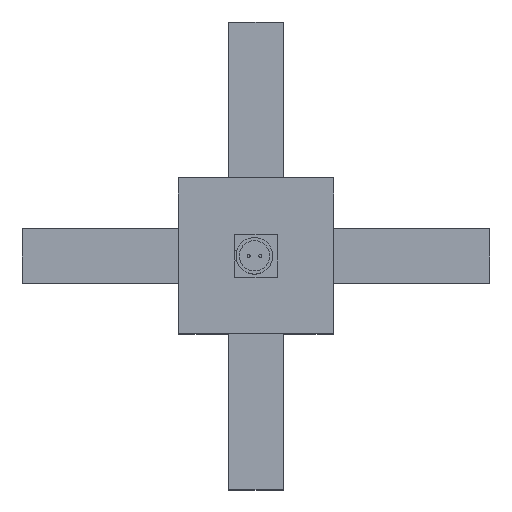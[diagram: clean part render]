
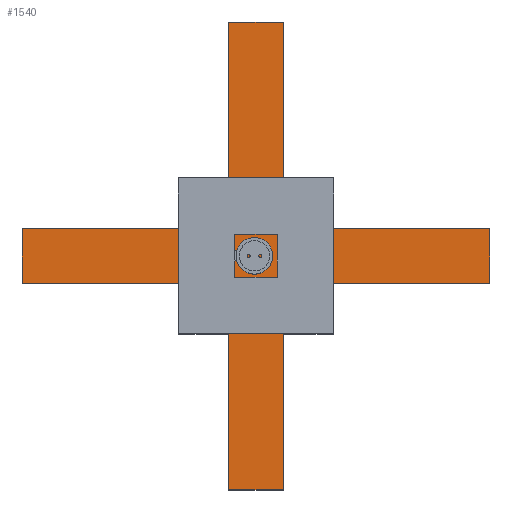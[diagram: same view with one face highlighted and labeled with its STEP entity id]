
A CAD part, top view. The second image highlights one B-rep face of the part: STEP entity #1540.
In plain terms, the highlighted planar face has unit normal (0, 0, 1).
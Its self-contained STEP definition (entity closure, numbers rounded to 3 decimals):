
#145=PLANE('',#1705);
#229=FACE_OUTER_BOUND('',#330,.T.);
#330=EDGE_LOOP('',(#1435,#1436,#1437,#1438,#1439,#1440,#1441,#1442,#1443,
#1444,#1445,#1446));
#473=LINE('',#2476,#651);
#477=LINE('',#2484,#655);
#480=LINE('',#2490,#658);
#483=LINE('',#2496,#661);
#486=LINE('',#2502,#664);
#489=LINE('',#2508,#667);
#492=LINE('',#2514,#670);
#495=LINE('',#2520,#673);
#498=LINE('',#2526,#676);
#501=LINE('',#2532,#679);
#504=LINE('',#2538,#682);
#507=LINE('',#2543,#685);
#651=VECTOR('',#2051,10.);
#655=VECTOR('',#2057,10.);
#658=VECTOR('',#2062,10.);
#661=VECTOR('',#2067,10.);
#664=VECTOR('',#2072,10.);
#667=VECTOR('',#2077,10.);
#670=VECTOR('',#2082,10.);
#673=VECTOR('',#2087,10.);
#676=VECTOR('',#2092,10.);
#679=VECTOR('',#2097,10.);
#682=VECTOR('',#2102,10.);
#685=VECTOR('',#2107,10.);
#820=VERTEX_POINT('',#2474);
#821=VERTEX_POINT('',#2475);
#824=VERTEX_POINT('',#2483);
#826=VERTEX_POINT('',#2489);
#828=VERTEX_POINT('',#2495);
#830=VERTEX_POINT('',#2501);
#832=VERTEX_POINT('',#2507);
#834=VERTEX_POINT('',#2513);
#836=VERTEX_POINT('',#2519);
#838=VERTEX_POINT('',#2525);
#840=VERTEX_POINT('',#2531);
#842=VERTEX_POINT('',#2537);
#1009=EDGE_CURVE('',#820,#821,#473,.T.);
#1013=EDGE_CURVE('',#821,#824,#477,.T.);
#1016=EDGE_CURVE('',#824,#826,#480,.T.);
#1019=EDGE_CURVE('',#826,#828,#483,.T.);
#1022=EDGE_CURVE('',#828,#830,#486,.T.);
#1025=EDGE_CURVE('',#830,#832,#489,.T.);
#1028=EDGE_CURVE('',#834,#832,#492,.T.);
#1031=EDGE_CURVE('',#836,#834,#495,.T.);
#1034=EDGE_CURVE('',#838,#836,#498,.T.);
#1037=EDGE_CURVE('',#840,#838,#501,.T.);
#1040=EDGE_CURVE('',#842,#840,#504,.T.);
#1043=EDGE_CURVE('',#820,#842,#507,.T.);
#1435=ORIENTED_EDGE('',*,*,#1043,.F.);
#1436=ORIENTED_EDGE('',*,*,#1009,.T.);
#1437=ORIENTED_EDGE('',*,*,#1013,.T.);
#1438=ORIENTED_EDGE('',*,*,#1016,.T.);
#1439=ORIENTED_EDGE('',*,*,#1019,.T.);
#1440=ORIENTED_EDGE('',*,*,#1022,.T.);
#1441=ORIENTED_EDGE('',*,*,#1025,.T.);
#1442=ORIENTED_EDGE('',*,*,#1028,.F.);
#1443=ORIENTED_EDGE('',*,*,#1031,.F.);
#1444=ORIENTED_EDGE('',*,*,#1034,.F.);
#1445=ORIENTED_EDGE('',*,*,#1037,.F.);
#1446=ORIENTED_EDGE('',*,*,#1040,.F.);
#1540=ADVANCED_FACE('',(#229),#145,.F.);
#1705=AXIS2_PLACEMENT_3D('',#2546,#2111,#2112);
#2051=DIRECTION('',(0.,1.,0.));
#2057=DIRECTION('',(-1.,0.,0.));
#2062=DIRECTION('',(0.,-1.,0.));
#2067=DIRECTION('',(-1.,0.,0.));
#2072=DIRECTION('',(0.,-1.,0.));
#2077=DIRECTION('',(1.,0.,0.));
#2082=DIRECTION('',(0.,1.,0.));
#2087=DIRECTION('',(-1.,0.,0.));
#2092=DIRECTION('',(0.,-1.,0.));
#2097=DIRECTION('',(-1.,0.,0.));
#2102=DIRECTION('',(0.,-1.,0.));
#2107=DIRECTION('',(1.,0.,0.));
#2111=DIRECTION('center_axis',(0.,0.,-1.));
#2112=DIRECTION('ref_axis',(1.,0.,0.));
#2474=CARTESIAN_POINT('',(62.,28.65,-47.3));
#2475=CARTESIAN_POINT('',(62.,293.65,-47.3));
#2476=CARTESIAN_POINT('',(62.,28.65,-47.3));
#2483=CARTESIAN_POINT('',(-8.,293.65,-47.3));
#2484=CARTESIAN_POINT('',(62.,293.65,-47.3));
#2489=CARTESIAN_POINT('',(-8.,28.65,-47.3));
#2490=CARTESIAN_POINT('',(-8.,293.65,-47.3));
#2495=CARTESIAN_POINT('',(-273.,28.65,-47.3));
#2496=CARTESIAN_POINT('',(-8.,28.65,-47.3));
#2501=CARTESIAN_POINT('',(-273.,-41.35,-47.3));
#2502=CARTESIAN_POINT('',(-273.,28.65,-47.3));
#2507=CARTESIAN_POINT('',(-8.,-41.35,-47.3));
#2508=CARTESIAN_POINT('',(-273.,-41.35,-47.3));
#2513=CARTESIAN_POINT('',(-8.,-306.35,-47.3));
#2514=CARTESIAN_POINT('',(-8.,-306.35,-47.3));
#2519=CARTESIAN_POINT('',(62.,-306.35,-47.3));
#2520=CARTESIAN_POINT('',(62.,-306.35,-47.3));
#2525=CARTESIAN_POINT('',(62.,-41.35,-47.3));
#2526=CARTESIAN_POINT('',(62.,-41.35,-47.3));
#2531=CARTESIAN_POINT('',(327.,-41.35,-47.3));
#2532=CARTESIAN_POINT('',(327.,-41.35,-47.3));
#2537=CARTESIAN_POINT('',(327.,28.65,-47.3));
#2538=CARTESIAN_POINT('',(327.,28.65,-47.3));
#2543=CARTESIAN_POINT('',(62.,28.65,-47.3));
#2546=CARTESIAN_POINT('Origin',(27.,-6.35,-47.3));
